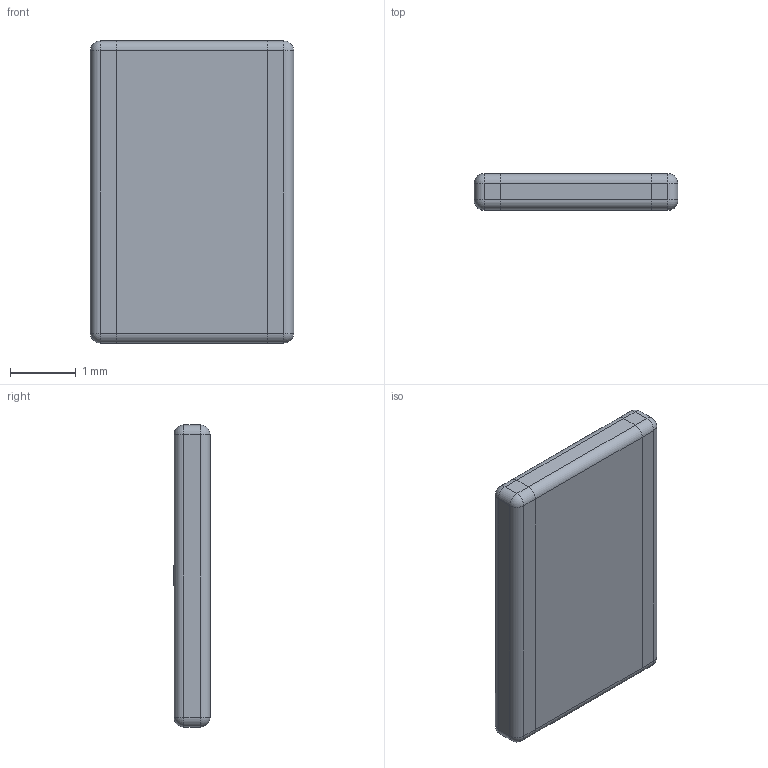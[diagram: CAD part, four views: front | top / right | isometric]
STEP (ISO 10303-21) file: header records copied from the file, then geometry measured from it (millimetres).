
FILE_DESCRIPTION (( 'STEP AP214' ), '1' );
FILE_NAME ('SMD Resistor 1218.STEP', '2019-01-17T16:53:59', ( '' ), ( '' ), 'SwSTEP 2.0', 'SolidWorks 2018', '' );
FILE_SCHEMA (( 'AUTOMOTIVE_DESIGN' ));
Length unit declared in the file: millimetre
Products named in the file (1): SMD Resistor 1218
Bounding box: 3.1 x 0.55 x 4.6 mm (x, y, z)
Volume: 7.7 mm3; surface area: 34.8 mm2
Topology: 1 solids, 1 shells, 91 faces, 217 edges, 126 vertices
Faces by surface type: plane 34, bspline 29, cylinder 20, sphere 8
Entity records: 5084 total; most frequent: CARTESIAN_POINT 2184, ORIENTED_EDGE 418, DIRECTION 309, EDGE_CURVE 209, VERTEX_POINT 126, LINE 119, VECTOR 119, EDGE_LOOP 97
